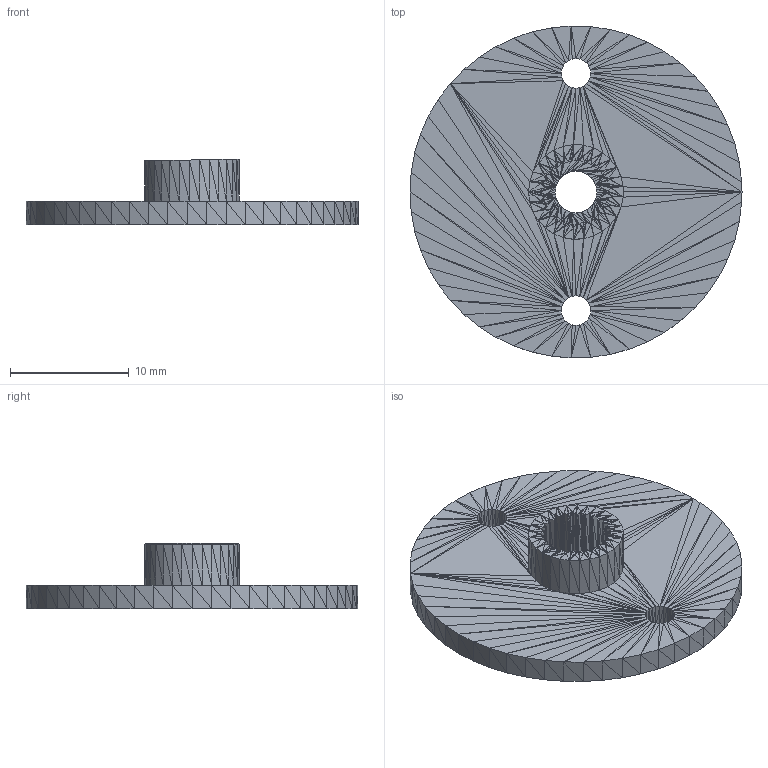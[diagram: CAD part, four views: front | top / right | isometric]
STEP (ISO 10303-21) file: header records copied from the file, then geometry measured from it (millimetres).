
FILE_DESCRIPTION(('CAx-IF Rec.Pracs.---Model Styling and Organization---1.5---2016-08-15','CAx-IF Rec.Pracs.---Geometric and Assembly Validation Properties---4.4---2016-08-17','CAx-IF Rec.Pracs.---User Defined Attributes---1.5---2016-08-15','CAx-IF Rec.Pracs.---External References---2.1---2005-01-19'),'2;1');
FILE_NAME('P42Sub_ServoHorn.stp','2024-10-11T23:53:52',('Unspecified'),('Unspecified'),'CAD Exchanger 3.8.0 (cadexchanger.com)','Unspecified','');
FILE_SCHEMA(('AUTOMOTIVE_DESIGN { 1 0 10303 214 1 1 1 1 }'));
Length unit declared in the file: millimetre
Products named in the file (1): P42Sub_ServoHorn.SLDPRT
Bounding box: 28 x 27.99 x 5.54 mm (x, y, z)
Surface area: 1636 mm2 (no closed solid volume)
Topology: 0 solids, 1362 shells, 1362 faces, 4086 edges, 4086 vertices
Faces by surface type: plane 1362
Entity records: 14996 total; most frequent: CARTESIAN_POINT 5448, DIRECTION 2724, FACE_SURFACE 1362, FACE_OUTER_BOUND 1362, POLY_LOOP 1362, PLANE 1362, AXIS2_PLACEMENT_3D 1362, APPLICATION_CONTEXT 1
